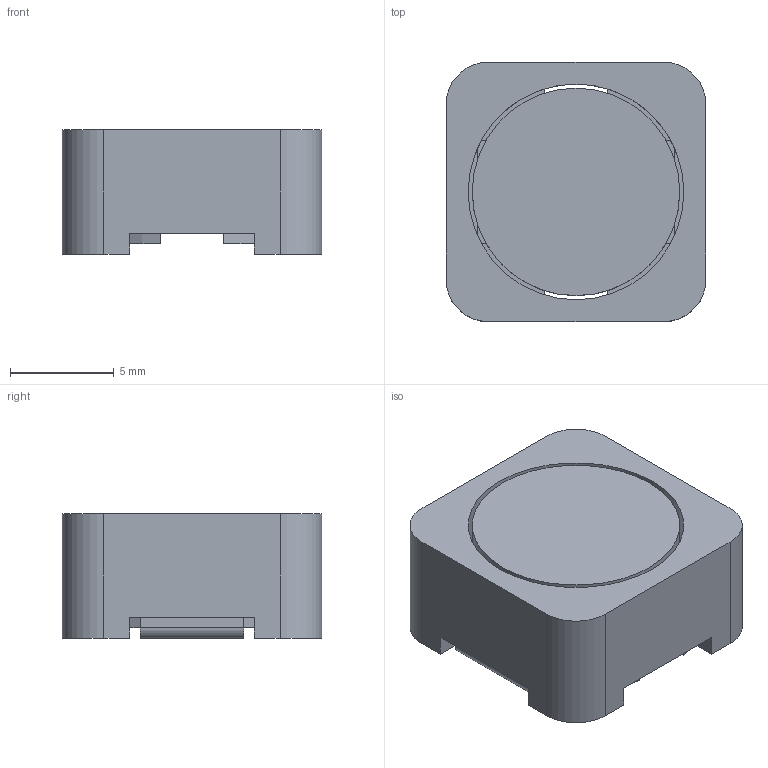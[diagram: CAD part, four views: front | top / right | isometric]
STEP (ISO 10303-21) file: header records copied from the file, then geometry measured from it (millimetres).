
FILE_DESCRIPTION((''),'2;1');
FILE_NAME('IND_NIC_NPIS25H.stp','2014-10-28T17:24:42',(''),(''),'Mechanical Desktop 2011','Mechanical Desktop 2011',', , ');
FILE_SCHEMA(('AUTOMOTIVE_DESIGN { 1 2 10303 214 1 1 1 1 }'));
Length unit declared in the file: millimetre
Products named in the file (1): Product
Bounding box: 12.5 x 12.5 x 6 mm (x, y, z)
Volume: 800.5 mm3; surface area: 1112 mm2
Topology: 6 solids, 6 shells, 70 faces, 175 edges, 117 vertices
Faces by surface type: plane 49, cylinder 18, bspline 3
Entity records: 2142 total; most frequent: CARTESIAN_POINT 372, ORIENTED_EDGE 350, DIRECTION 348, EDGE_CURVE 175, VECTOR 138, LINE 138, VERTEX_POINT 117, AXIS2_PLACEMENT_3D 105
